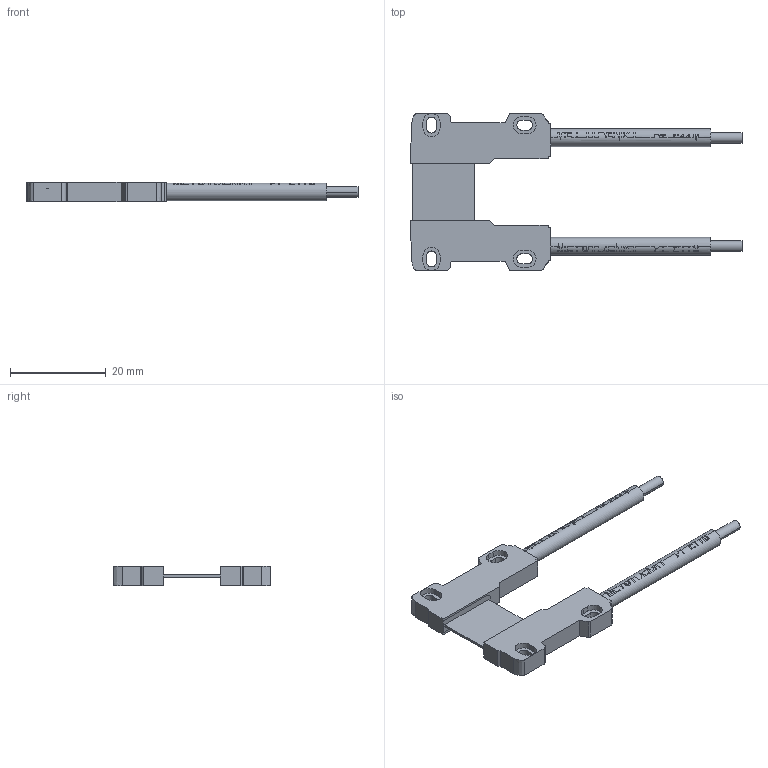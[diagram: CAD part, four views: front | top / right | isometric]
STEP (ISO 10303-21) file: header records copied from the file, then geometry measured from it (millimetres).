
FILE_DESCRIPTION((''),'2;1');
FILE_NAME('PRT0003','2021-12-24T',('EDY'),(''),'CREO PARAMETRIC BY PTC INC, 2018070','CREO PARAMETRIC BY PTC INC, 2018070','');
FILE_SCHEMA(('CONFIG_CONTROL_DESIGN'));
Length unit declared in the file: millimetre
Products named in the file (1): PRT0003
Bounding box: 69.51 x 33 x 4 mm (x, y, z)
Volume: 2769.5 mm3; surface area: 4017.3 mm2
Topology: 1 solids, 1 shells, 118 faces, 558 edges, 454 vertices
Faces by surface type: plane 72, cylinder 38, extrusion 8
Entity records: 6242 total; most frequent: CARTESIAN_POINT 1429, ORIENTED_EDGE 1116, DIRECTION 912, EDGE_CURVE 558, VERTEX_POINT 454, VECTOR 326, LINE 318, AXIS2_PLACEMENT_3D 293
